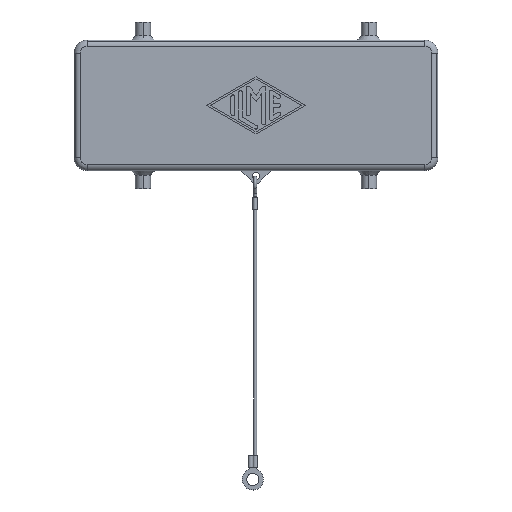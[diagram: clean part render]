
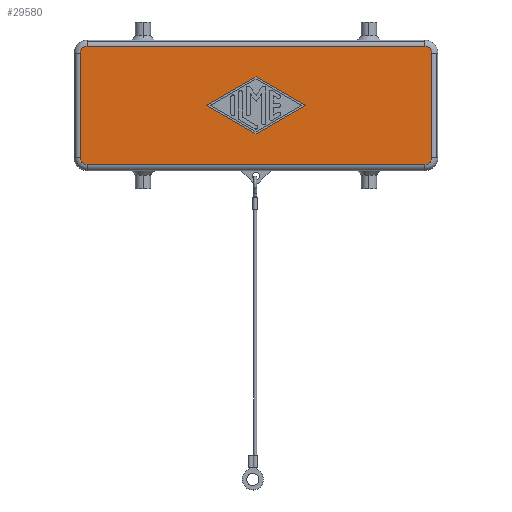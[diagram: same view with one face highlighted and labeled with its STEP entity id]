
A CAD part, top view. The second image highlights one B-rep face of the part: STEP entity #29580.
In plain terms, the highlighted planar face has unit normal (0, 0, 1).
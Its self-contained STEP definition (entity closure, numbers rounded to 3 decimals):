
#19240=CARTESIAN_POINT('',(0.,-9.375,12.));
#19250=VERTEX_POINT('',#19240);
#19300=CARTESIAN_POINT('',(0.,-9.375,12.));
#19310=DIRECTION('',(-0.866,0.5,0.));
#19320=VECTOR('',#19310,18.76);
#19330=LINE('',#19300,#19320);
#19340=CARTESIAN_POINT('',(-16.25,0.,12.));
#19350=VERTEX_POINT('',#19340);
#19360=EDGE_CURVE('',#19250,#19350,#19330,.T.);
#19710=CARTESIAN_POINT('',(16.25,0.,12.));
#19720=VERTEX_POINT('',#19710);
#19770=CARTESIAN_POINT('',(16.25,0.,12.));
#19780=DIRECTION('',(-0.866,-0.5,0.));
#19790=VECTOR('',#19780,18.76);
#19800=LINE('',#19770,#19790);
#19810=EDGE_CURVE('',#19720,#19250,#19800,.T.);
#20090=CARTESIAN_POINT('',(0.,9.375,12.));
#20100=VERTEX_POINT('',#20090);
#20150=CARTESIAN_POINT('',(0.,9.375,12.));
#20160=DIRECTION('',(0.866,-0.5,0.));
#20170=VECTOR('',#20160,18.76);
#20180=LINE('',#20150,#20170);
#20190=EDGE_CURVE('',#20100,#19720,#20180,.T.);
#20440=CARTESIAN_POINT('',(-16.25,0.,12.));
#20450=DIRECTION('',(0.866,0.5,0.));
#20460=VECTOR('',#20450,18.76);
#20470=LINE('',#20440,#20460);
#20480=EDGE_CURVE('',#19350,#20100,#20470,.T.);
#28770=CARTESIAN_POINT('',(0.,0.,12.));
#28780=DIRECTION('',(0.,0.,1.));
#28790=DIRECTION('',(1.,0.,0.));
#28800=AXIS2_PLACEMENT_3D('',#28770,#28780,#28790);
#28810=PLANE('',#28800);
#28820=CARTESIAN_POINT('',(-55.7,19.5,12.));
#28830=DIRECTION('',(1.,0.,0.));
#28840=VECTOR('',#28830,111.4);
#28850=LINE('',#28820,#28840);
#28860=CARTESIAN_POINT('',(-55.7,19.5,12.));
#28870=VERTEX_POINT('',#28860);
#28880=CARTESIAN_POINT('',(55.7,19.5,12.));
#28890=VERTEX_POINT('',#28880);
#28900=EDGE_CURVE('',#28870,#28890,#28850,.T.);
#28910=ORIENTED_EDGE('',*,*,#28900,.F.);
#28920=CARTESIAN_POINT('',(55.7,17.2,12.));
#28930=DIRECTION('',(0.,0.,-1.));
#28940=DIRECTION('',(0.707,0.707,0.));
#28950=AXIS2_PLACEMENT_3D('',#28920,#28930,#28940);
#28960=CIRCLE('',#28950,2.3);
#28970=CARTESIAN_POINT('',(58.,17.2,12.));
#28980=VERTEX_POINT('',#28970);
#28990=EDGE_CURVE('',#28890,#28980,#28960,.T.);
#29000=ORIENTED_EDGE('',*,*,#28990,.F.);
#29010=CARTESIAN_POINT('',(58.,17.2,12.));
#29020=DIRECTION('',(0.,-1.,0.));
#29030=VECTOR('',#29020,34.4);
#29040=LINE('',#29010,#29030);
#29050=CARTESIAN_POINT('',(58.,-17.2,12.));
#29060=VERTEX_POINT('',#29050);
#29070=EDGE_CURVE('',#28980,#29060,#29040,.T.);
#29080=ORIENTED_EDGE('',*,*,#29070,.F.);
#29090=CARTESIAN_POINT('',(55.7,-17.2,12.));
#29100=DIRECTION('',(0.,0.,-1.));
#29110=DIRECTION('',(0.707,-0.707,0.));
#29120=AXIS2_PLACEMENT_3D('',#29090,#29100,#29110);
#29130=CIRCLE('',#29120,2.3);
#29140=CARTESIAN_POINT('',(55.7,-19.5,12.));
#29150=VERTEX_POINT('',#29140);
#29160=EDGE_CURVE('',#29060,#29150,#29130,.T.);
#29170=ORIENTED_EDGE('',*,*,#29160,.F.);
#29180=CARTESIAN_POINT('',(55.7,-19.5,12.));
#29190=DIRECTION('',(-1.,0.,0.));
#29200=VECTOR('',#29190,111.4);
#29210=LINE('',#29180,#29200);
#29220=CARTESIAN_POINT('',(-55.7,-19.5,12.));
#29230=VERTEX_POINT('',#29220);
#29240=EDGE_CURVE('',#29150,#29230,#29210,.T.);
#29250=ORIENTED_EDGE('',*,*,#29240,.F.);
#29260=CARTESIAN_POINT('',(-55.7,-17.2,12.));
#29270=DIRECTION('',(0.,0.,-1.));
#29280=DIRECTION('',(-0.707,-0.707,0.));
#29290=AXIS2_PLACEMENT_3D('',#29260,#29270,#29280);
#29300=CIRCLE('',#29290,2.3);
#29310=CARTESIAN_POINT('',(-58.,-17.2,12.));
#29320=VERTEX_POINT('',#29310);
#29330=EDGE_CURVE('',#29230,#29320,#29300,.T.);
#29340=ORIENTED_EDGE('',*,*,#29330,.F.);
#29350=CARTESIAN_POINT('',(-58.,-17.2,12.));
#29360=DIRECTION('',(0.,1.,0.));
#29370=VECTOR('',#29360,34.4);
#29380=LINE('',#29350,#29370);
#29390=CARTESIAN_POINT('',(-58.,17.2,12.));
#29400=VERTEX_POINT('',#29390);
#29410=EDGE_CURVE('',#29320,#29400,#29380,.T.);
#29420=ORIENTED_EDGE('',*,*,#29410,.F.);
#29430=CARTESIAN_POINT('',(-55.7,17.2,12.));
#29440=DIRECTION('',(0.,0.,-1.));
#29450=DIRECTION('',(-0.707,0.707,0.));
#29460=AXIS2_PLACEMENT_3D('',#29430,#29440,#29450);
#29470=CIRCLE('',#29460,2.3);
#29480=EDGE_CURVE('',#29400,#28870,#29470,.T.);
#29490=ORIENTED_EDGE('',*,*,#29480,.F.);
#29500=EDGE_LOOP('',(#29490,#29420,#29340,#29250,#29170,#29080,#29000,
#28910));
#29510=FACE_OUTER_BOUND('',#29500,.T.);
#29520=ORIENTED_EDGE('',*,*,#19810,.T.);
#29530=ORIENTED_EDGE('',*,*,#20190,.T.);
#29540=ORIENTED_EDGE('',*,*,#20480,.T.);
#29550=ORIENTED_EDGE('',*,*,#19360,.T.);
#29560=EDGE_LOOP('',(#29550,#29540,#29530,#29520));
#29570=FACE_BOUND('',#29560,.T.);
#29580=ADVANCED_FACE('',(#29510,#29570),#28810,.T.);
